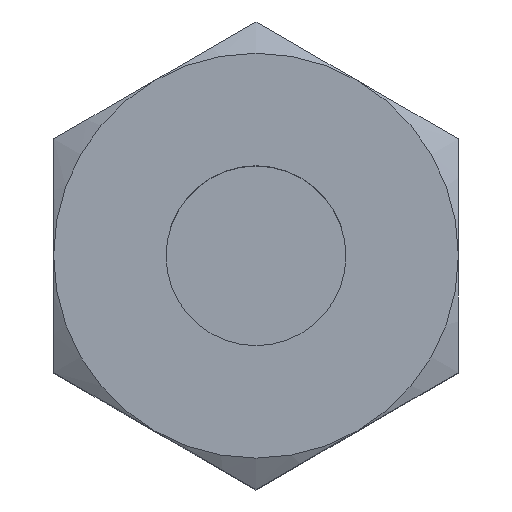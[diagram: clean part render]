
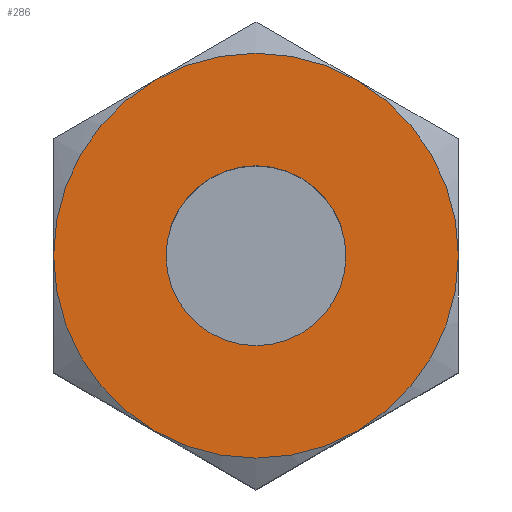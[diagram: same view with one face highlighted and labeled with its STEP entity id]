
A CAD part, top view. The second image highlights one B-rep face of the part: STEP entity #286.
In plain terms, the highlighted planar face has unit normal (0, 0, 1).
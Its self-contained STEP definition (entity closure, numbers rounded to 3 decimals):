
#16 = VERTEX_POINT ( 'NONE', #1594 ) ;
#35 = DIRECTION ( 'NONE',  ( 0., 0., 1. ) ) ;
#53 = AXIS2_PLACEMENT_3D ( 'NONE', #367, #227, #268 ) ;
#67 = EDGE_CURVE ( 'NONE', #1280, #429, #1244, .T. ) ;
#76 = AXIS2_PLACEMENT_3D ( 'NONE', #618, #218, #1113 ) ;
#77 = AXIS2_PLACEMENT_3D ( 'NONE', #895, #35, #768 ) ;
#101 = CARTESIAN_POINT ( 'NONE',  ( 0., 0., 22. ) ) ;
#156 = CARTESIAN_POINT ( 'NONE',  ( 6.75, -11.691, 22. ) ) ;
#160 = ORIENTED_EDGE ( 'NONE', *, *, #1388, .T. ) ;
#178 = CIRCLE ( 'NONE', #1595, 13.5 ) ;
#190 = ORIENTED_EDGE ( 'NONE', *, *, #407, .T. ) ;
#218 = DIRECTION ( 'NONE',  ( 0., 0., 1. ) ) ;
#227 = DIRECTION ( 'NONE',  ( 0., 0., 1. ) ) ;
#268 = DIRECTION ( 'NONE',  ( 1., 0., 0. ) ) ;
#269 = VERTEX_POINT ( 'NONE', #156 ) ;
#286 = ADVANCED_FACE ( 'NONE', ( #810, #1566 ), #318, .T. ) ;
#308 = AXIS2_PLACEMENT_3D ( 'NONE', #1216, #1613, #1467 ) ;
#318 = PLANE ( 'NONE',  #1131 ) ;
#360 = CARTESIAN_POINT ( 'NONE',  ( -13.5, 0., 22. ) ) ;
#364 = DIRECTION ( 'NONE',  ( 1., 0., 0. ) ) ;
#367 = CARTESIAN_POINT ( 'NONE',  ( 0., 0., 22. ) ) ;
#370 = EDGE_CURVE ( 'NONE', #269, #16, #804, .T. ) ;
#373 = CARTESIAN_POINT ( 'NONE',  ( 0., 0., 22. ) ) ;
#403 = ORIENTED_EDGE ( 'NONE', *, *, #576, .T. ) ;
#407 = EDGE_CURVE ( 'NONE', #452, #269, #1015, .T. ) ;
#429 = VERTEX_POINT ( 'NONE', #833 ) ;
#440 = AXIS2_PLACEMENT_3D ( 'NONE', #492, #990, #857 ) ;
#452 = VERTEX_POINT ( 'NONE', #644 ) ;
#468 = ORIENTED_EDGE ( 'NONE', *, *, #67, .F. ) ;
#492 = CARTESIAN_POINT ( 'NONE',  ( 0., 0., 22. ) ) ;
#498 = EDGE_LOOP ( 'NONE', ( #852, #1596, #1058, #160, #403, #190 ) ) ;
#522 = CIRCLE ( 'NONE', #440, 6. ) ;
#576 = EDGE_CURVE ( 'NONE', #1205, #452, #1183, .T. ) ;
#585 = CARTESIAN_POINT ( 'NONE',  ( 6., 0., 22. ) ) ;
#602 = CARTESIAN_POINT ( 'NONE',  ( 6.75, 11.691, 22. ) ) ;
#618 = CARTESIAN_POINT ( 'NONE',  ( 0., 0., 22. ) ) ;
#644 = CARTESIAN_POINT ( 'NONE',  ( -6.75, -11.691, 22. ) ) ;
#654 = VERTEX_POINT ( 'NONE', #975 ) ;
#677 = CIRCLE ( 'NONE', #77, 13.5 ) ;
#746 = CIRCLE ( 'NONE', #1174, 13.5 ) ;
#768 = DIRECTION ( 'NONE',  ( 1., 0., 0. ) ) ;
#804 = CIRCLE ( 'NONE', #76, 13.5 ) ;
#810 = FACE_BOUND ( 'NONE', #1256, .T. ) ;
#833 = CARTESIAN_POINT ( 'NONE',  ( -6., 0., 22. ) ) ;
#852 = ORIENTED_EDGE ( 'NONE', *, *, #370, .T. ) ;
#857 = DIRECTION ( 'NONE',  ( 1., 0., 0. ) ) ;
#895 = CARTESIAN_POINT ( 'NONE',  ( 0., 0., 22. ) ) ;
#975 = CARTESIAN_POINT ( 'NONE',  ( -6.75, 11.691, 22. ) ) ;
#990 = DIRECTION ( 'NONE',  ( 0., 0., 1. ) ) ;
#1015 = CIRCLE ( 'NONE', #308, 13.5 ) ;
#1019 = EDGE_CURVE ( 'NONE', #16, #1553, #677, .T. ) ;
#1058 = ORIENTED_EDGE ( 'NONE', *, *, #1392, .T. ) ;
#1097 = ORIENTED_EDGE ( 'NONE', *, *, #1213, .F. ) ;
#1113 = DIRECTION ( 'NONE',  ( 1., 0., 0. ) ) ;
#1131 = AXIS2_PLACEMENT_3D ( 'NONE', #1325, #1319, #1201 ) ;
#1174 = AXIS2_PLACEMENT_3D ( 'NONE', #1359, #1245, #1516 ) ;
#1183 = CIRCLE ( 'NONE', #53, 13.5 ) ;
#1201 = DIRECTION ( 'NONE',  ( 1., 0., 0. ) ) ;
#1205 = VERTEX_POINT ( 'NONE', #360 ) ;
#1213 = EDGE_CURVE ( 'NONE', #429, #1280, #522, .T. ) ;
#1216 = CARTESIAN_POINT ( 'NONE',  ( 0., 0., 22. ) ) ;
#1244 = CIRCLE ( 'NONE', #1557, 6. ) ;
#1245 = DIRECTION ( 'NONE',  ( 0., 0., 1. ) ) ;
#1256 = EDGE_LOOP ( 'NONE', ( #468, #1097 ) ) ;
#1280 = VERTEX_POINT ( 'NONE', #585 ) ;
#1319 = DIRECTION ( 'NONE',  ( 0., 0., 1. ) ) ;
#1325 = CARTESIAN_POINT ( 'NONE',  ( 0., 15.588, 22. ) ) ;
#1359 = CARTESIAN_POINT ( 'NONE',  ( 0., 0., 22. ) ) ;
#1388 = EDGE_CURVE ( 'NONE', #654, #1205, #178, .T. ) ;
#1392 = EDGE_CURVE ( 'NONE', #1553, #654, #746, .T. ) ;
#1467 = DIRECTION ( 'NONE',  ( 1., 0., 0. ) ) ;
#1490 = DIRECTION ( 'NONE',  ( 1., 0., 0. ) ) ;
#1508 = DIRECTION ( 'NONE',  ( 0., 0., 1. ) ) ;
#1516 = DIRECTION ( 'NONE',  ( 1., 0., 0. ) ) ;
#1553 = VERTEX_POINT ( 'NONE', #602 ) ;
#1557 = AXIS2_PLACEMENT_3D ( 'NONE', #373, #1508, #364 ) ;
#1566 = FACE_OUTER_BOUND ( 'NONE', #498, .T. ) ;
#1594 = CARTESIAN_POINT ( 'NONE',  ( 13.5, 0., 22. ) ) ;
#1595 = AXIS2_PLACEMENT_3D ( 'NONE', #101, #1637, #1490 ) ;
#1596 = ORIENTED_EDGE ( 'NONE', *, *, #1019, .T. ) ;
#1613 = DIRECTION ( 'NONE',  ( 0., 0., 1. ) ) ;
#1637 = DIRECTION ( 'NONE',  ( 0., 0., 1. ) ) ;
